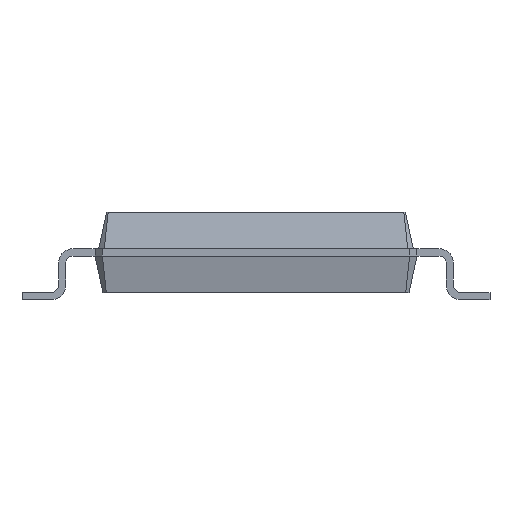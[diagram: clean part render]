
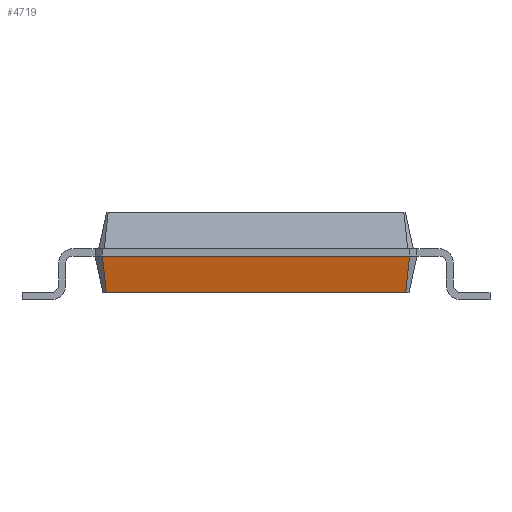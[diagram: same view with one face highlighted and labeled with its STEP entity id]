
A CAD part, left-side view. The second image highlights one B-rep face of the part: STEP entity #4719.
In plain terms, the highlighted free-form (B-spline) face has degree [1, 1] with [2, 2] control points.
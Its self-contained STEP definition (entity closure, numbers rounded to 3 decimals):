
#810 = PLANE('',#811);
#811 = AXIS2_PLACEMENT_3D('',#812,#813,#814);
#812 = CARTESIAN_POINT('',(-3.094,-2.047,0.1));
#813 = DIRECTION('',(0.,0.,1.));
#814 = DIRECTION('',(0.834,0.552,0.));
#837 = B_SPLINE_SURFACE_WITH_KNOTS('',1,1,(
    (#838,#839)
    ,(#840,#841
    )),.UNSPECIFIED.,.F.,.F.,.F.,(2,2),(2,2),(0.,0.141),(0.,1.)
  ,.PIECEWISE_BEZIER_KNOTS.);
#838 = CARTESIAN_POINT('',(-3.047,-2.094,0.1));
#839 = CARTESIAN_POINT('',(-3.1,-2.2,0.6));
#840 = CARTESIAN_POINT('',(-3.094,-2.047,0.1));
#841 = CARTESIAN_POINT('',(-3.2,-2.1,0.6));
#1809 = EDGE_CURVE('',#1810,#1812,#1814,.T.);
#1810 = VERTEX_POINT('',#1811);
#1811 = CARTESIAN_POINT('',(-3.094,-2.047,0.1));
#1812 = VERTEX_POINT('',#1813);
#1813 = CARTESIAN_POINT('',(-3.094,2.047,0.1));
#1814 = SURFACE_CURVE('',#1815,(#1819,#1826),.PCURVE_S1.);
#1815 = LINE('',#1816,#1817);
#1816 = CARTESIAN_POINT('',(-3.094,-2.047,0.1));
#1817 = VECTOR('',#1818,1.);
#1818 = DIRECTION('',(0.,1.,0.));
#1819 = PCURVE('',#810,#1820);
#1820 = DEFINITIONAL_REPRESENTATION('',(#1821),#1825);
#1821 = LINE('',#1822,#1823);
#1822 = CARTESIAN_POINT('',(0.,0.));
#1823 = VECTOR('',#1824,1.);
#1824 = DIRECTION('',(0.552,0.834));
#1825 = ( GEOMETRIC_REPRESENTATION_CONTEXT(2) 
PARAMETRIC_REPRESENTATION_CONTEXT() REPRESENTATION_CONTEXT('2D SPACE',''
  ) );
#1826 = PCURVE('',#1827,#1832);
#1827 = B_SPLINE_SURFACE_WITH_KNOTS('',1,1,(
    (#1828,#1829)
    ,(#1830,#1831
    )),.UNSPECIFIED.,.F.,.F.,.F.,(2,2),(2,2),(0.,4.2),(0.,1.),
  .PIECEWISE_BEZIER_KNOTS.);
#1828 = CARTESIAN_POINT('',(-3.094,-2.047,0.1));
#1829 = CARTESIAN_POINT('',(-3.2,-2.1,0.6));
#1830 = CARTESIAN_POINT('',(-3.094,2.047,0.1));
#1831 = CARTESIAN_POINT('',(-3.2,2.1,0.6));
#1832 = DEFINITIONAL_REPRESENTATION('',(#1833),#1836);
#1833 = B_SPLINE_CURVE_WITH_KNOTS('',1,(#1834,#1835),.UNSPECIFIED.,.F.,
  .F.,(2,2),(0.,4.094),.PIECEWISE_BEZIER_KNOTS.);
#1834 = CARTESIAN_POINT('',(0.,0.));
#1835 = CARTESIAN_POINT('',(4.2,0.));
#1836 = ( GEOMETRIC_REPRESENTATION_CONTEXT(2) 
PARAMETRIC_REPRESENTATION_CONTEXT() REPRESENTATION_CONTEXT('2D SPACE',''
  ) );
#1854 = B_SPLINE_SURFACE_WITH_KNOTS('',1,1,(
    (#1855,#1856)
    ,(#1857,#1858
    )),.UNSPECIFIED.,.F.,.F.,.F.,(2,2),(2,2),(0.,0.141),(0.,1.)
  ,.PIECEWISE_BEZIER_KNOTS.);
#1855 = CARTESIAN_POINT('',(-3.094,2.047,0.1));
#1856 = CARTESIAN_POINT('',(-3.2,2.1,0.6));
#1857 = CARTESIAN_POINT('',(-3.047,2.094,0.1));
#1858 = CARTESIAN_POINT('',(-3.1,2.2,0.6));
#2044 = EDGE_CURVE('',#1810,#2045,#2047,.T.);
#2045 = VERTEX_POINT('',#2046);
#2046 = CARTESIAN_POINT('',(-3.2,-2.1,0.6));
#2047 = SURFACE_CURVE('',#2048,(#2051,#2058),.PCURVE_S1.);
#2048 = B_SPLINE_CURVE_WITH_KNOTS('',1,(#2049,#2050),.UNSPECIFIED.,.F.,
  .F.,(2,2),(0.,1.),.PIECEWISE_BEZIER_KNOTS.);
#2049 = CARTESIAN_POINT('',(-3.094,-2.047,0.1));
#2050 = CARTESIAN_POINT('',(-3.2,-2.1,0.6));
#2051 = PCURVE('',#837,#2052);
#2052 = DEFINITIONAL_REPRESENTATION('',(#2053),#2057);
#2053 = LINE('',#2054,#2055);
#2054 = CARTESIAN_POINT('',(0.141,0.));
#2055 = VECTOR('',#2056,1.);
#2056 = DIRECTION('',(0.,1.));
#2057 = ( GEOMETRIC_REPRESENTATION_CONTEXT(2) 
PARAMETRIC_REPRESENTATION_CONTEXT() REPRESENTATION_CONTEXT('2D SPACE',''
  ) );
#2058 = PCURVE('',#1827,#2059);
#2059 = DEFINITIONAL_REPRESENTATION('',(#2060),#2064);
#2060 = LINE('',#2061,#2062);
#2061 = CARTESIAN_POINT('',(0.,0.));
#2062 = VECTOR('',#2063,1.);
#2063 = DIRECTION('',(0.,1.));
#2064 = ( GEOMETRIC_REPRESENTATION_CONTEXT(2) 
PARAMETRIC_REPRESENTATION_CONTEXT() REPRESENTATION_CONTEXT('2D SPACE',''
  ) );
#4719 = ADVANCED_FACE('',(#4720),#1827,.F.);
#4720 = FACE_BOUND('',#4721,.F.);
#4721 = EDGE_LOOP('',(#4722,#4723,#4745,#4771));
#4722 = ORIENTED_EDGE('',*,*,#1809,.T.);
#4723 = ORIENTED_EDGE('',*,*,#4724,.T.);
#4724 = EDGE_CURVE('',#1812,#4725,#4727,.T.);
#4725 = VERTEX_POINT('',#4726);
#4726 = CARTESIAN_POINT('',(-3.2,2.1,0.6));
#4727 = SURFACE_CURVE('',#4728,(#4731,#4738),.PCURVE_S1.);
#4728 = B_SPLINE_CURVE_WITH_KNOTS('',1,(#4729,#4730),.UNSPECIFIED.,.F.,
  .F.,(2,2),(0.,1.),.PIECEWISE_BEZIER_KNOTS.);
#4729 = CARTESIAN_POINT('',(-3.094,2.047,0.1));
#4730 = CARTESIAN_POINT('',(-3.2,2.1,0.6));
#4731 = PCURVE('',#1827,#4732);
#4732 = DEFINITIONAL_REPRESENTATION('',(#4733),#4737);
#4733 = LINE('',#4734,#4735);
#4734 = CARTESIAN_POINT('',(4.2,0.));
#4735 = VECTOR('',#4736,1.);
#4736 = DIRECTION('',(0.,1.));
#4737 = ( GEOMETRIC_REPRESENTATION_CONTEXT(2) 
PARAMETRIC_REPRESENTATION_CONTEXT() REPRESENTATION_CONTEXT('2D SPACE',''
  ) );
#4738 = PCURVE('',#1854,#4739);
#4739 = DEFINITIONAL_REPRESENTATION('',(#4740),#4744);
#4740 = LINE('',#4741,#4742);
#4741 = CARTESIAN_POINT('',(0.,0.));
#4742 = VECTOR('',#4743,1.);
#4743 = DIRECTION('',(0.,1.));
#4744 = ( GEOMETRIC_REPRESENTATION_CONTEXT(2) 
PARAMETRIC_REPRESENTATION_CONTEXT() REPRESENTATION_CONTEXT('2D SPACE',''
  ) );
#4745 = ORIENTED_EDGE('',*,*,#4746,.F.);
#4746 = EDGE_CURVE('',#2045,#4725,#4747,.T.);
#4747 = SURFACE_CURVE('',#4748,(#4752,#4759),.PCURVE_S1.);
#4748 = LINE('',#4749,#4750);
#4749 = CARTESIAN_POINT('',(-3.2,-2.1,0.6));
#4750 = VECTOR('',#4751,1.);
#4751 = DIRECTION('',(0.,1.,0.));
#4752 = PCURVE('',#1827,#4753);
#4753 = DEFINITIONAL_REPRESENTATION('',(#4754),#4758);
#4754 = LINE('',#4755,#4756);
#4755 = CARTESIAN_POINT('',(0.,1.));
#4756 = VECTOR('',#4757,1.);
#4757 = DIRECTION('',(1.,0.));
#4758 = ( GEOMETRIC_REPRESENTATION_CONTEXT(2) 
PARAMETRIC_REPRESENTATION_CONTEXT() REPRESENTATION_CONTEXT('2D SPACE',''
  ) );
#4759 = PCURVE('',#4760,#4765);
#4760 = PLANE('',#4761);
#4761 = AXIS2_PLACEMENT_3D('',#4762,#4763,#4764);
#4762 = CARTESIAN_POINT('',(-3.2,-2.1,0.7));
#4763 = DIRECTION('',(1.,0.,0.));
#4764 = DIRECTION('',(0.,1.,0.));
#4765 = DEFINITIONAL_REPRESENTATION('',(#4766),#4770);
#4766 = LINE('',#4767,#4768);
#4767 = CARTESIAN_POINT('',(0.,-0.1));
#4768 = VECTOR('',#4769,1.);
#4769 = DIRECTION('',(1.,0.));
#4770 = ( GEOMETRIC_REPRESENTATION_CONTEXT(2) 
PARAMETRIC_REPRESENTATION_CONTEXT() REPRESENTATION_CONTEXT('2D SPACE',''
  ) );
#4771 = ORIENTED_EDGE('',*,*,#2044,.F.);
